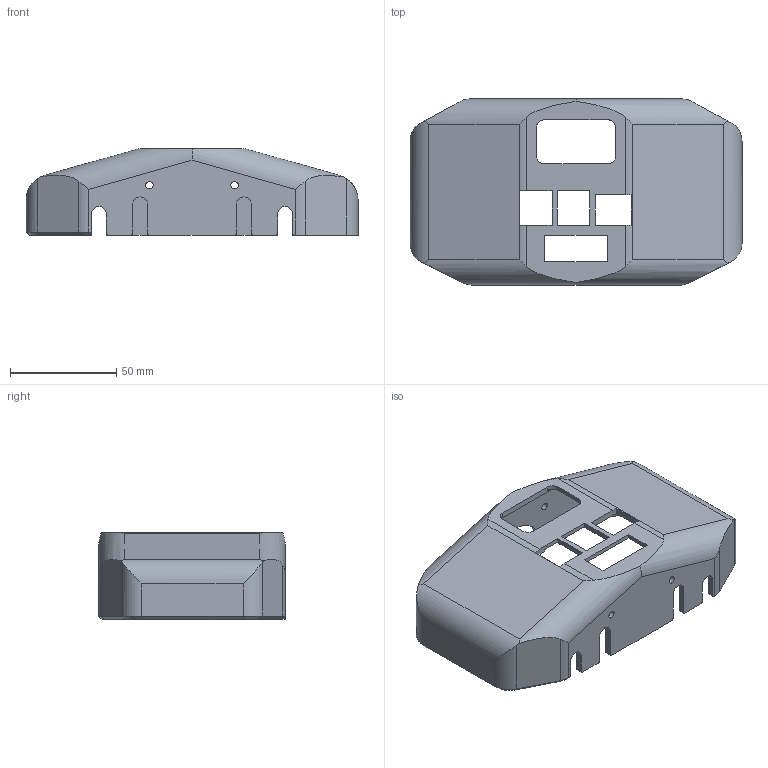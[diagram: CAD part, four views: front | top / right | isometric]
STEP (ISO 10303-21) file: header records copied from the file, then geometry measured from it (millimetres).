
FILE_DESCRIPTION(/* description */ (''),/* implementation_level */ '2;1');
FILE_NAME(/* name */ 'Joined Rear Housing.step',/* time_stamp */ '2023-08-19T06:25:54-05:00',/* author */ (''),/* organization */ (''),/* preprocessor_version */ 'ST-DEVELOPER v20',/* originating_system */ 'Autodesk Translation Framework v12.9.0.99',/* authorisation */ '');
FILE_SCHEMA (('AUTOMOTIVE_DESIGN { 1 0 10303 214 3 1 1 }'));
Length unit declared in the file: millimetre
Products named in the file (2): Joined Rear Housing; Torso - rear support upper
Assembly tree (1 placements, depth 2):
  Joined Rear Housing
    Torso - rear support upper
Bounding box: 156 x 87.5 x 40.64 mm (x, y, z)
Volume: 65527 mm3; surface area: 47368.4 mm2
Topology: 1 solids, 1 shells, 183 faces, 537 edges, 350 vertices
Faces by surface type: plane 128, cylinder 45, cone 6, bspline 4
Full cylindrical faces by diameter (mm): 3.5 x4
Entity records: 6208 total; most frequent: CARTESIAN_POINT 1185, ORIENTED_EDGE 1074, DIRECTION 1010, EDGE_CURVE 537, LINE 404, VECTOR 404, VERTEX_POINT 350, AXIS2_PLACEMENT_3D 303
